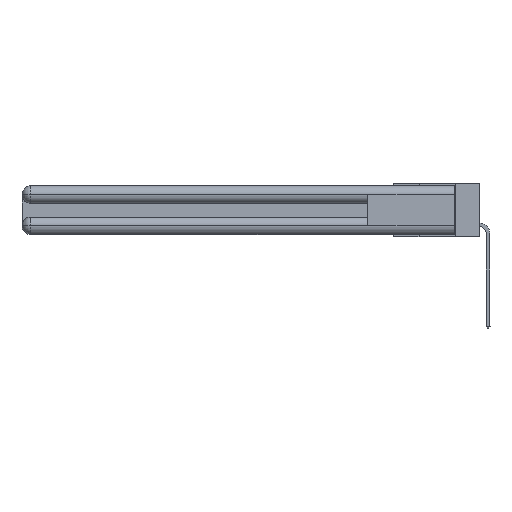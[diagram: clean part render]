
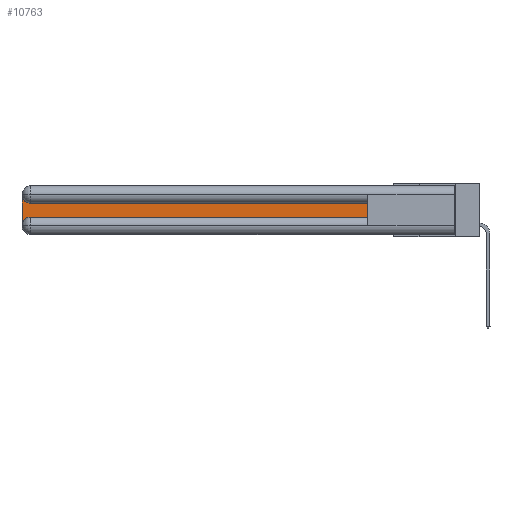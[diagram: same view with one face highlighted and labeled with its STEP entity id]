
A CAD part, left-side view. The second image highlights one B-rep face of the part: STEP entity #10763.
In plain terms, the highlighted planar face has unit normal (-1, 0, 0).
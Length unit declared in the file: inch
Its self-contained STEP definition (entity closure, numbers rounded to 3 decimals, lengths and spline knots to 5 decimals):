
#814 = VECTOR ( 'NONE', #27903, 39.37008 ) ;
#851 = CARTESIAN_POINT ( 'NONE',  ( 0.075, 2.94, -0.2775 ) ) ;
#1208 = ORIENTED_EDGE ( 'NONE', *, *, #3371, .T. ) ;
#2763 = EDGE_CURVE ( 'NONE', #29203, #22367, #13075, .T. ) ;
#3371 = EDGE_CURVE ( 'NONE', #22367, #10439, #23427, .T. ) ;
#3455 = CIRCLE ( 'NONE', #29701, 0.06 ) ;
#3791 = EDGE_LOOP ( 'NONE', ( #23313, #1208, #24960, #16485, #9642, #22296 ) ) ;
#3882 = DIRECTION ( 'NONE',  ( 0., 0., -1. ) ) ;
#5752 = LINE ( 'NONE', #12919, #28748 ) ;
#6455 = EDGE_CURVE ( 'NONE', #12921, #17032, #5752, .T. ) ;
#6582 = VECTOR ( 'NONE', #24494, 39.37008 ) ;
#8518 = DIRECTION ( 'NONE',  ( 0., 0., -1. ) ) ;
#8609 = PLANE ( 'NONE',  #27706 ) ;
#8898 = CARTESIAN_POINT ( 'NONE',  ( 0.075, 3., -0.1225 ) ) ;
#9325 = CARTESIAN_POINT ( 'NONE',  ( 0.075, 0.6, -0.1225 ) ) ;
#9537 = VERTEX_POINT ( 'NONE', #25528 ) ;
#9642 = ORIENTED_EDGE ( 'NONE', *, *, #6455, .T. ) ;
#10439 = VERTEX_POINT ( 'NONE', #17969 ) ;
#10763 = ADVANCED_FACE ( 'NONE', ( #28567 ), #8609, .F. ) ;
#10931 = DIRECTION ( 'NONE',  ( 1., 0., 0. ) ) ;
#12919 = CARTESIAN_POINT ( 'NONE',  ( 0.075, 0.6, -0.2175 ) ) ;
#12921 = VERTEX_POINT ( 'NONE', #21558 ) ;
#13075 = LINE ( 'NONE', #9325, #814 ) ;
#13988 = EDGE_CURVE ( 'NONE', #10439, #9537, #24221, .T. ) ;
#15291 = AXIS2_PLACEMENT_3D ( 'NONE', #16615, #26051, #26154 ) ;
#15739 = CARTESIAN_POINT ( 'NONE',  ( 0.075, 0.6, -0.2175 ) ) ;
#16485 = ORIENTED_EDGE ( 'NONE', *, *, #25550, .T. ) ;
#16615 = CARTESIAN_POINT ( 'NONE',  ( 0.075, 2.94, -0.0625 ) ) ;
#16930 = CARTESIAN_POINT ( 'NONE',  ( 0.075, 3., -0.2175 ) ) ;
#17032 = VERTEX_POINT ( 'NONE', #15739 ) ;
#17908 = CARTESIAN_POINT ( 'NONE',  ( 0.075, 0.6, -0.2175 ) ) ;
#17969 = CARTESIAN_POINT ( 'NONE',  ( 0.075, 3., -0.0625 ) ) ;
#19002 = CARTESIAN_POINT ( 'NONE',  ( 0.075, 2.94, -0.1225 ) ) ;
#19170 = DIRECTION ( 'NONE',  ( 0., 0., -1. ) ) ;
#19579 = DIRECTION ( 'NONE',  ( 1., 0., 0. ) ) ;
#20064 = DIRECTION ( 'NONE',  ( 0., -1., 0. ) ) ;
#20590 = CARTESIAN_POINT ( 'NONE',  ( 0.075, 0.6, -0.1225 ) ) ;
#21558 = CARTESIAN_POINT ( 'NONE',  ( 0.075, 2.94, -0.2175 ) ) ;
#22296 = ORIENTED_EDGE ( 'NONE', *, *, #24631, .T. ) ;
#22367 = VERTEX_POINT ( 'NONE', #19002 ) ;
#23313 = ORIENTED_EDGE ( 'NONE', *, *, #2763, .T. ) ;
#23427 = CIRCLE ( 'NONE', #15291, 0.06 ) ;
#24221 = LINE ( 'NONE', #16930, #24953 ) ;
#24494 = DIRECTION ( 'NONE',  ( 0., 0., 1. ) ) ;
#24631 = EDGE_CURVE ( 'NONE', #17032, #29203, #24938, .T. ) ;
#24938 = LINE ( 'NONE', #17908, #6582 ) ;
#24953 = VECTOR ( 'NONE', #8518, 39.37008 ) ;
#24960 = ORIENTED_EDGE ( 'NONE', *, *, #13988, .T. ) ;
#25528 = CARTESIAN_POINT ( 'NONE',  ( 0.075, 3., -0.2775 ) ) ;
#25550 = EDGE_CURVE ( 'NONE', #9537, #12921, #3455, .T. ) ;
#26051 = DIRECTION ( 'NONE',  ( 1., 0., 0. ) ) ;
#26154 = DIRECTION ( 'NONE',  ( 0., 0., -1. ) ) ;
#27706 = AXIS2_PLACEMENT_3D ( 'NONE', #8898, #10931, #3882 ) ;
#27903 = DIRECTION ( 'NONE',  ( 0., 1., 0. ) ) ;
#28567 = FACE_OUTER_BOUND ( 'NONE', #3791, .T. ) ;
#28748 = VECTOR ( 'NONE', #20064, 39.37008 ) ;
#29203 = VERTEX_POINT ( 'NONE', #20590 ) ;
#29701 = AXIS2_PLACEMENT_3D ( 'NONE', #851, #19579, #19170 ) ;
